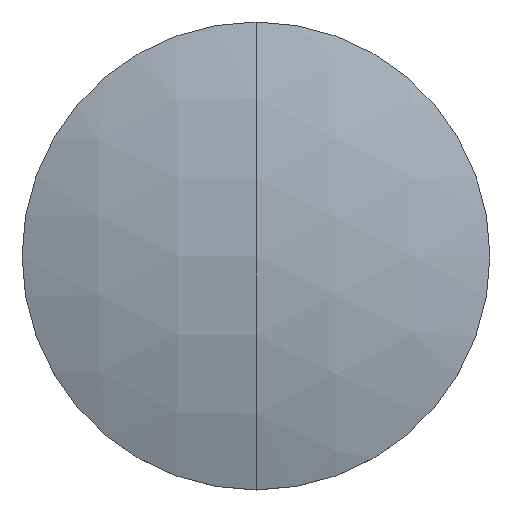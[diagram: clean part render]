
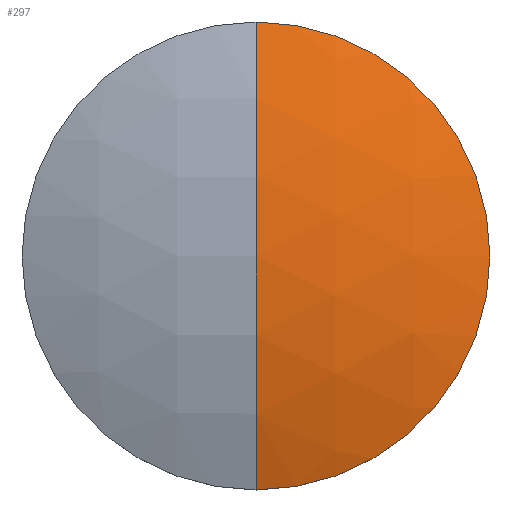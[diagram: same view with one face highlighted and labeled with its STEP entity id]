
A CAD part, top view. The second image highlights one B-rep face of the part: STEP entity #297.
In plain terms, the highlighted spherical face has radius 50 mm.
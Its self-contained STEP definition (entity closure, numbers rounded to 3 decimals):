
#25 = ORIENTED_EDGE ( 'NONE', *, *, #330, .F. ) ;
#30 = ORIENTED_EDGE ( 'NONE', *, *, #332, .F. ) ;
#34 = ORIENTED_EDGE ( 'NONE', *, *, #312, .F. ) ;
#49 = ORIENTED_EDGE ( 'NONE', *, *, #302, .T. ) ;
#156 = CIRCLE ( 'NONE', #648, 50. ) ;
#170 = CIRCLE ( 'NONE', #625, 17. ) ;
#176 = CIRCLE ( 'NONE', #616, 50. ) ;
#184 = CIRCLE ( 'NONE', #654, 17. ) ;
#297 = ADVANCED_FACE ( 'NONE', ( #605 ), #606, .T. ) ;
#302 = EDGE_CURVE ( 'NONE', #699, #698, #176, .T. ) ;
#312 = EDGE_CURVE ( 'NONE', #700, #715, #170, .T. ) ;
#330 = EDGE_CURVE ( 'NONE', #699, #700, #156, .T. ) ;
#332 = EDGE_CURVE ( 'NONE', #715, #698, #184, .T. ) ;
#347 = CARTESIAN_POINT ( 'NONE',  ( 0., 0., -45.02 ) ) ;
#348 = DIRECTION ( 'NONE',  ( -1., 0., 0. ) ) ;
#349 = DIRECTION ( 'NONE',  ( 0., 0., 1. ) ) ;
#353 = CARTESIAN_POINT ( 'NONE',  ( 0., 0., 2.001 ) ) ;
#354 = DIRECTION ( 'NONE',  ( 0., 0., -1. ) ) ;
#355 = DIRECTION ( 'NONE',  ( -1., 0., 0. ) ) ;
#372 = CARTESIAN_POINT ( 'NONE',  ( 0., -17., 2.001 ) ) ;
#373 = CARTESIAN_POINT ( 'NONE',  ( 0., 0., 4.98 ) ) ;
#374 = CARTESIAN_POINT ( 'NONE',  ( 0., 17., 2.001 ) ) ;
#376 = CARTESIAN_POINT ( 'NONE',  ( 17., 0., 2.001 ) ) ;
#538 = DIRECTION ( 'NONE',  ( -1., 0., 0. ) ) ;
#539 = DIRECTION ( 'NONE',  ( 0., 0., -1. ) ) ;
#540 = CARTESIAN_POINT ( 'NONE',  ( 0., 0., 2.001 ) ) ;
#605 = FACE_OUTER_BOUND ( 'NONE', #718, .T. ) ;
#606 = SPHERICAL_SURFACE ( 'NONE', #608, 50. ) ;
#608 = AXIS2_PLACEMENT_3D ( 'NONE', #744, #756, #755 ) ;
#616 = AXIS2_PLACEMENT_3D ( 'NONE', #764, #769, #770 ) ;
#625 = AXIS2_PLACEMENT_3D ( 'NONE', #540, #539, #538 ) ;
#648 = AXIS2_PLACEMENT_3D ( 'NONE', #347, #348, #349 ) ;
#654 = AXIS2_PLACEMENT_3D ( 'NONE', #353, #354, #355 ) ;
#698 = VERTEX_POINT ( 'NONE', #372 ) ;
#699 = VERTEX_POINT ( 'NONE', #373 ) ;
#700 = VERTEX_POINT ( 'NONE', #374 ) ;
#715 = VERTEX_POINT ( 'NONE', #376 ) ;
#718 = EDGE_LOOP ( 'NONE', ( #25, #49, #30, #34 ) ) ;
#744 = CARTESIAN_POINT ( 'NONE',  ( 0., 0., -45.02 ) ) ;
#755 = DIRECTION ( 'NONE',  ( 0., 1., 0. ) ) ;
#756 = DIRECTION ( 'NONE',  ( 1., 0., 0. ) ) ;
#764 = CARTESIAN_POINT ( 'NONE',  ( 0., 0., -45.02 ) ) ;
#769 = DIRECTION ( 'NONE',  ( 1., 0., 0. ) ) ;
#770 = DIRECTION ( 'NONE',  ( 0., 1., 0. ) ) ;
